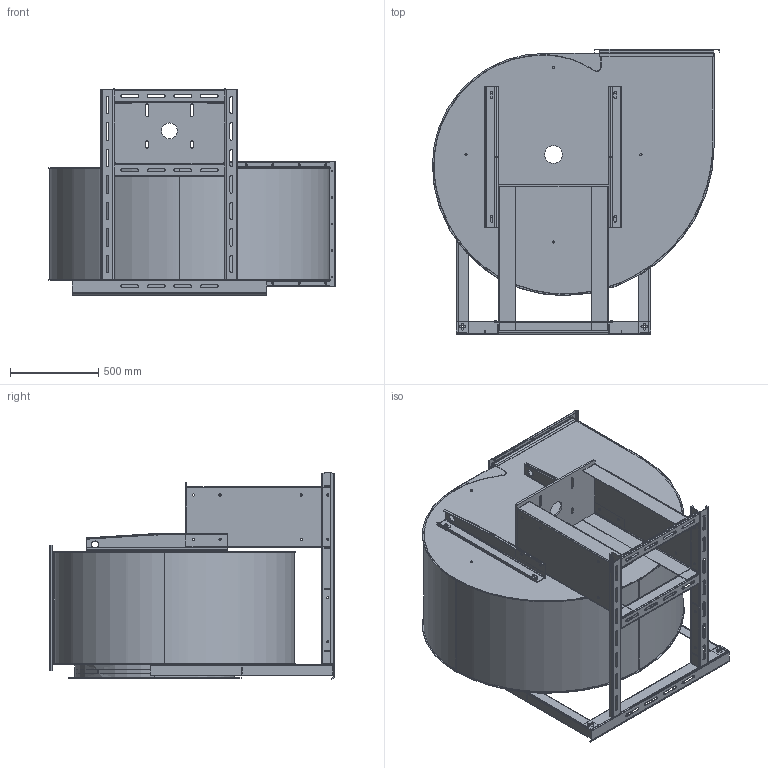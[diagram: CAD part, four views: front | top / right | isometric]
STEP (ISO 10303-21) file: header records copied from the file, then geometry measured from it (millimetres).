
FILE_DESCRIPTION(('STEP AP203'), '1');
FILE_NAME('BP 80-70-9', '', ('UNSPECIFIED'), ('UNSPECIFIED'), 'ASCON STEP Converter 1.3', 'ASCON Math Kernel', '');
FILE_SCHEMA(('CONFIG_CONTROL_DESIGN'));
Length unit declared in the file: millimetre
Bounding box: 1625 x 1612.5 x 1168.84 mm (x, y, z)
Volume: 35732789.3 mm3; surface area: 22989963.7 mm2
Topology: 15 solids, 15 shells, 1737 faces, 5001 edges, 3135 vertices
Faces by surface type: plane 946, cylinder 485, bspline 302, cone 2, torus 2
Full cylindrical faces by diameter (mm): 8.5 x16, 9.3 x16, 10.5 x36, 12.3 x16, 12.5 x20, 13 x8, 40 x2, 90 x1, 100 x1, 220 x1, 617.2 x1, 620 x1, 633.82 x1, 639.82 x1, 897.2 x1, 899.999 x1, 900 x1, 925 x1, 960 x1, 980 x1
Entity records: 75501 total; most frequent: CARTESIAN_POINT 16802, ORIENTED_EDGE 9740, DIRECTION 8248, EDGE_CURVE 4870, VERTEX_POINT 3135, LINE 3114, VECTOR 3114, AXIS2_PLACEMENT_3D 2567
